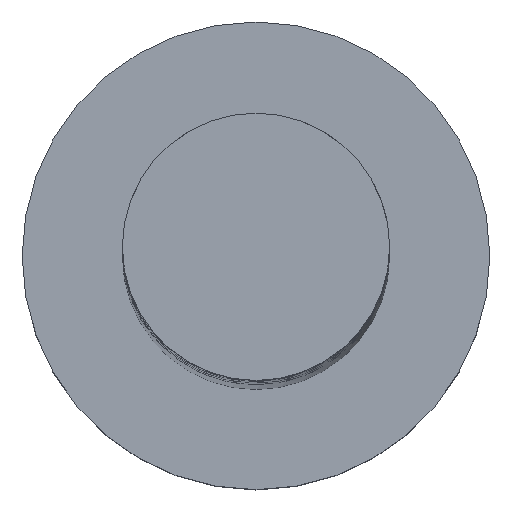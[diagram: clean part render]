
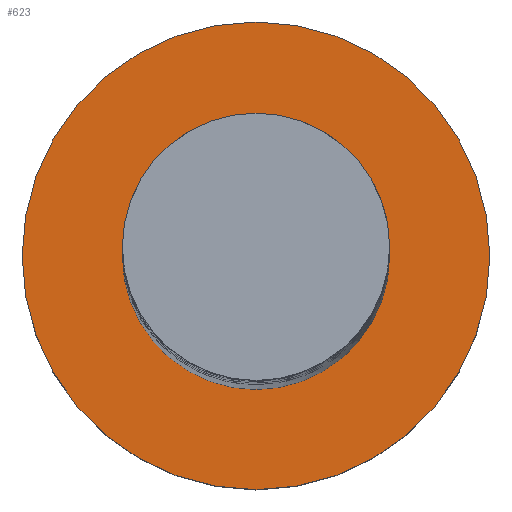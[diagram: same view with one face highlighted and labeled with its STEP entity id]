
A CAD part, top view. The second image highlights one B-rep face of the part: STEP entity #623.
In plain terms, the highlighted planar face has unit normal (0, 0, 1).
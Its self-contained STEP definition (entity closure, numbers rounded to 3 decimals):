
#24 = DIRECTION ( 'NONE',  ( 0., 0., 1. ) ) ;
#106 = EDGE_LOOP ( 'NONE', ( #620, #511 ) ) ;
#110 = AXIS2_PLACEMENT_3D ( 'NONE', #187, #575, #955 ) ;
#181 = DIRECTION ( 'NONE',  ( 1., 0., 0. ) ) ;
#187 = CARTESIAN_POINT ( 'NONE',  ( 0., 0., 5. ) ) ;
#197 = AXIS2_PLACEMENT_3D ( 'NONE', #1575, #1298, #428 ) ;
#198 = FACE_OUTER_BOUND ( 'NONE', #512, .T. ) ;
#258 = ORIENTED_EDGE ( 'NONE', *, *, #1287, .T. ) ;
#291 = VERTEX_POINT ( 'NONE', #1488 ) ;
#328 = PLANE ( 'NONE',  #1429 ) ;
#405 = DIRECTION ( 'NONE',  ( 1., 0., 0. ) ) ;
#428 = DIRECTION ( 'NONE',  ( 1., 0., 0. ) ) ;
#430 = DIRECTION ( 'NONE',  ( 0., 0., 1. ) ) ;
#434 = AXIS2_PLACEMENT_3D ( 'NONE', #1560, #24, #405 ) ;
#511 = ORIENTED_EDGE ( 'NONE', *, *, #1012, .F. ) ;
#512 = EDGE_LOOP ( 'NONE', ( #929, #258 ) ) ;
#575 = DIRECTION ( 'NONE',  ( 0., 0., 1. ) ) ;
#589 = CARTESIAN_POINT ( 'NONE',  ( 7., 0., 5. ) ) ;
#592 = EDGE_CURVE ( 'NONE', #1327, #877, #968, .T. ) ;
#620 = ORIENTED_EDGE ( 'NONE', *, *, #772, .F. ) ;
#623 = ADVANCED_FACE ( 'NONE', ( #973, #198 ), #328, .T. ) ;
#772 = EDGE_CURVE ( 'NONE', #291, #1511, #942, .T. ) ;
#877 = VERTEX_POINT ( 'NONE', #589 ) ;
#929 = ORIENTED_EDGE ( 'NONE', *, *, #592, .T. ) ;
#942 = CIRCLE ( 'NONE', #434, 4. ) ;
#955 = DIRECTION ( 'NONE',  ( 1., 0., 0. ) ) ;
#968 = CIRCLE ( 'NONE', #1290, 7. ) ;
#973 = FACE_BOUND ( 'NONE', #106, .T. ) ;
#1012 = EDGE_CURVE ( 'NONE', #1511, #291, #1208, .T. ) ;
#1068 = CARTESIAN_POINT ( 'NONE',  ( 0., 0., 5. ) ) ;
#1090 = CARTESIAN_POINT ( 'NONE',  ( 4., 0., 5. ) ) ;
#1207 = DIRECTION ( 'NONE',  ( 1., 0., 0. ) ) ;
#1208 = CIRCLE ( 'NONE', #110, 4. ) ;
#1224 = CARTESIAN_POINT ( 'NONE',  ( 0., 0., 5. ) ) ;
#1287 = EDGE_CURVE ( 'NONE', #877, #1327, #1638, .T. ) ;
#1290 = AXIS2_PLACEMENT_3D ( 'NONE', #1068, #430, #181 ) ;
#1298 = DIRECTION ( 'NONE',  ( 0., 0., 1. ) ) ;
#1327 = VERTEX_POINT ( 'NONE', #1568 ) ;
#1429 = AXIS2_PLACEMENT_3D ( 'NONE', #1224, #1486, #1207 ) ;
#1486 = DIRECTION ( 'NONE',  ( 0., 0., 1. ) ) ;
#1488 = CARTESIAN_POINT ( 'NONE',  ( -4., 0., 5. ) ) ;
#1511 = VERTEX_POINT ( 'NONE', #1090 ) ;
#1560 = CARTESIAN_POINT ( 'NONE',  ( 0., 0., 5. ) ) ;
#1568 = CARTESIAN_POINT ( 'NONE',  ( -7., 0., 5. ) ) ;
#1575 = CARTESIAN_POINT ( 'NONE',  ( 0., 0., 5. ) ) ;
#1638 = CIRCLE ( 'NONE', #197, 7. ) ;
